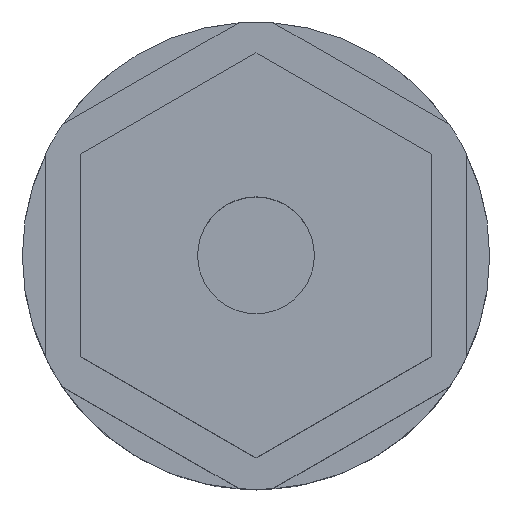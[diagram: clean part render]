
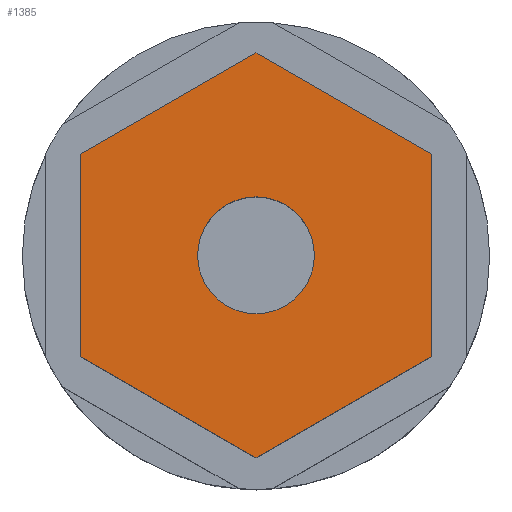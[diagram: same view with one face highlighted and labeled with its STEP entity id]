
A CAD part, top view. The second image highlights one B-rep face of the part: STEP entity #1385.
In plain terms, the highlighted planar face has unit normal (0, 0, 1).
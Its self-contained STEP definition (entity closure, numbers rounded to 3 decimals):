
#12 = DIRECTION ( 'NONE',  ( 1., 0., 0. ) ) ;
#44 = VERTEX_POINT ( 'NONE', #223 ) ;
#61 = CARTESIAN_POINT ( 'NONE',  ( 15., 8.66, 42. ) ) ;
#113 = ORIENTED_EDGE ( 'NONE', *, *, #525, .F. ) ;
#115 = ORIENTED_EDGE ( 'NONE', *, *, #193, .F. ) ;
#119 = PLANE ( 'NONE',  #534 ) ;
#128 = VERTEX_POINT ( 'NONE', #644 ) ;
#176 = EDGE_CURVE ( 'NONE', #1409, #982, #356, .T. ) ;
#183 = CARTESIAN_POINT ( 'NONE',  ( -15., 8.66, 42. ) ) ;
#193 = EDGE_CURVE ( 'NONE', #1317, #739, #1263, .T. ) ;
#223 = CARTESIAN_POINT ( 'NONE',  ( 0., -17.321, 42. ) ) ;
#228 = AXIS2_PLACEMENT_3D ( 'NONE', #976, #1109, #12 ) ;
#229 = FACE_OUTER_BOUND ( 'NONE', #465, .T. ) ;
#273 = EDGE_CURVE ( 'NONE', #982, #1409, #659, .T. ) ;
#356 = CIRCLE ( 'NONE', #1445, 5. ) ;
#370 = DIRECTION ( 'NONE',  ( 0.866, -0.5, 0. ) ) ;
#377 = EDGE_CURVE ( 'NONE', #1038, #44, #1170, .T. ) ;
#444 = ORIENTED_EDGE ( 'NONE', *, *, #176, .F. ) ;
#456 = VECTOR ( 'NONE', #674, 1000. ) ;
#460 = LINE ( 'NONE', #61, #733 ) ;
#465 = EDGE_LOOP ( 'NONE', ( #711, #1017, #1097, #115, #113, #1457 ) ) ;
#525 = EDGE_CURVE ( 'NONE', #1038, #1317, #928, .T. ) ;
#534 = AXIS2_PLACEMENT_3D ( 'NONE', #605, #724, #1210 ) ;
#536 = EDGE_LOOP ( 'NONE', ( #1105, #444 ) ) ;
#564 = VECTOR ( 'NONE', #1333, 1000. ) ;
#605 = CARTESIAN_POINT ( 'NONE',  ( -5., 0., 42. ) ) ;
#610 = VECTOR ( 'NONE', #370, 1000. ) ;
#644 = CARTESIAN_POINT ( 'NONE',  ( 15., -8.66, 42. ) ) ;
#656 = CARTESIAN_POINT ( 'NONE',  ( -5., 0., 42. ) ) ;
#657 = DIRECTION ( 'NONE',  ( 0., 0., 1. ) ) ;
#659 = CIRCLE ( 'NONE', #228, 5. ) ;
#674 = DIRECTION ( 'NONE',  ( 0.866, 0.5, 0. ) ) ;
#681 = CARTESIAN_POINT ( 'NONE',  ( 15., 8.66, 42. ) ) ;
#693 = CARTESIAN_POINT ( 'NONE',  ( -15., 8.66, 42. ) ) ;
#711 = ORIENTED_EDGE ( 'NONE', *, *, #1110, .F. ) ;
#724 = DIRECTION ( 'NONE',  ( 0., 0., 1. ) ) ;
#731 = VERTEX_POINT ( 'NONE', #681 ) ;
#733 = VECTOR ( 'NONE', #1413, 1000. ) ;
#739 = VERTEX_POINT ( 'NONE', #1272 ) ;
#778 = VECTOR ( 'NONE', #1197, 1000. ) ;
#855 = CARTESIAN_POINT ( 'NONE',  ( 5., 0., 42. ) ) ;
#928 = LINE ( 'NONE', #1493, #1145 ) ;
#976 = CARTESIAN_POINT ( 'NONE',  ( 0., 0., 42. ) ) ;
#982 = VERTEX_POINT ( 'NONE', #855 ) ;
#997 = LINE ( 'NONE', #1362, #564 ) ;
#1017 = ORIENTED_EDGE ( 'NONE', *, *, #1340, .T. ) ;
#1030 = DIRECTION ( 'NONE',  ( 1., 0., 0. ) ) ;
#1036 = CARTESIAN_POINT ( 'NONE',  ( 0., 0., 42. ) ) ;
#1038 = VERTEX_POINT ( 'NONE', #1432 ) ;
#1097 = ORIENTED_EDGE ( 'NONE', *, *, #1176, .T. ) ;
#1102 = LINE ( 'NONE', #1337, #778 ) ;
#1105 = ORIENTED_EDGE ( 'NONE', *, *, #273, .F. ) ;
#1109 = DIRECTION ( 'NONE',  ( 0., 0., 1. ) ) ;
#1110 = EDGE_CURVE ( 'NONE', #128, #44, #997, .T. ) ;
#1121 = DIRECTION ( 'NONE',  ( 0., 1., 0. ) ) ;
#1145 = VECTOR ( 'NONE', #1121, 1000. ) ;
#1170 = LINE ( 'NONE', #1292, #610 ) ;
#1176 = EDGE_CURVE ( 'NONE', #731, #739, #460, .T. ) ;
#1197 = DIRECTION ( 'NONE',  ( 0., 1., 0. ) ) ;
#1204 = FACE_BOUND ( 'NONE', #536, .T. ) ;
#1210 = DIRECTION ( 'NONE',  ( 1., 0., 0. ) ) ;
#1263 = LINE ( 'NONE', #183, #456 ) ;
#1272 = CARTESIAN_POINT ( 'NONE',  ( 0., 17.321, 42. ) ) ;
#1292 = CARTESIAN_POINT ( 'NONE',  ( -15., -8.66, 42. ) ) ;
#1317 = VERTEX_POINT ( 'NONE', #693 ) ;
#1333 = DIRECTION ( 'NONE',  ( -0.866, -0.5, 0. ) ) ;
#1337 = CARTESIAN_POINT ( 'NONE',  ( 15., -8.66, 42. ) ) ;
#1340 = EDGE_CURVE ( 'NONE', #128, #731, #1102, .T. ) ;
#1362 = CARTESIAN_POINT ( 'NONE',  ( 15., -8.66, 42. ) ) ;
#1385 = ADVANCED_FACE ( 'NONE', ( #229, #1204 ), #119, .T. ) ;
#1409 = VERTEX_POINT ( 'NONE', #656 ) ;
#1413 = DIRECTION ( 'NONE',  ( -0.866, 0.5, 0. ) ) ;
#1432 = CARTESIAN_POINT ( 'NONE',  ( -15., -8.66, 42. ) ) ;
#1445 = AXIS2_PLACEMENT_3D ( 'NONE', #1036, #657, #1030 ) ;
#1457 = ORIENTED_EDGE ( 'NONE', *, *, #377, .T. ) ;
#1493 = CARTESIAN_POINT ( 'NONE',  ( -15., -8.66, 42. ) ) ;
